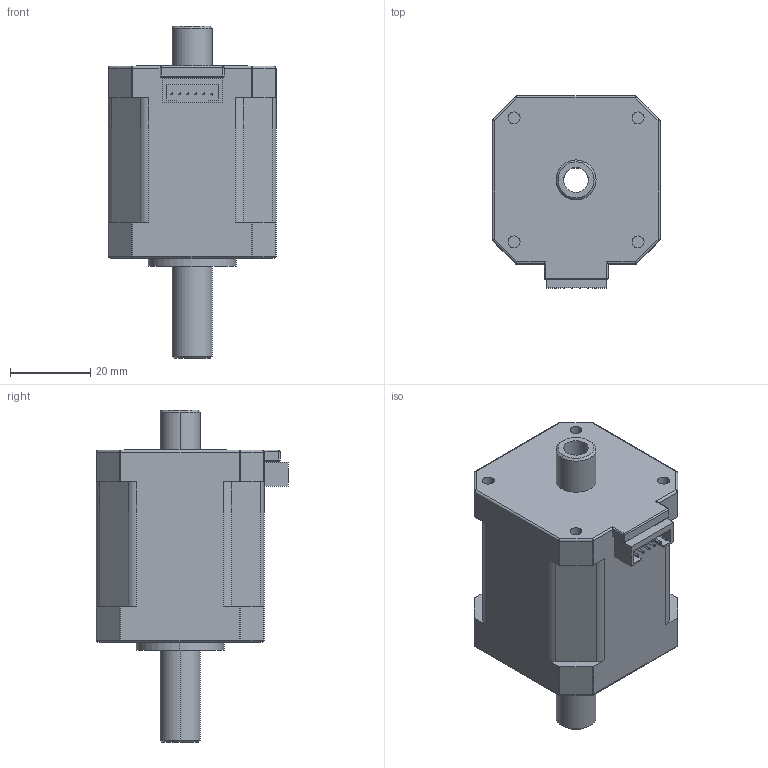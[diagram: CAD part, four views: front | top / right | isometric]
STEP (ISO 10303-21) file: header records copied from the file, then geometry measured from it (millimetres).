
FILE_DESCRIPTION (( 'STEP AP214' ), '1' );
FILE_NAME ('42HS4813B4KCE.STEP', '2024-01-18T03:06:44', ( '' ), ( '' ), 'SwSTEP 2.0', 'SolidWorks 2021', '' );
FILE_SCHEMA (( 'AUTOMOTIVE_DESIGN' ));
Length unit declared in the file: millimetre
Products named in the file (1): 42HS4813B4KCE
Bounding box: 42 x 48 x 83 mm (x, y, z)
Volume: 79406.8 mm3; surface area: 14407.8 mm2
Topology: 1 solids, 1 shells, 268 faces, 669 edges, 402 vertices
Faces by surface type: cylinder 155, plane 65, sphere 20, cone 16, bspline 12
Entity records: 11625 total; most frequent: CARTESIAN_POINT 5706, ORIENTED_EDGE 1298, DIRECTION 1185, EDGE_CURVE 649, AXIS2_PLACEMENT_3D 441, VERTEX_POINT 402, VECTOR 303, LINE 303
